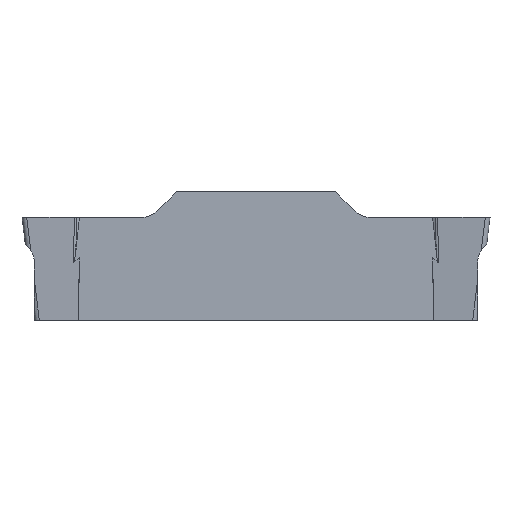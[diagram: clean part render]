
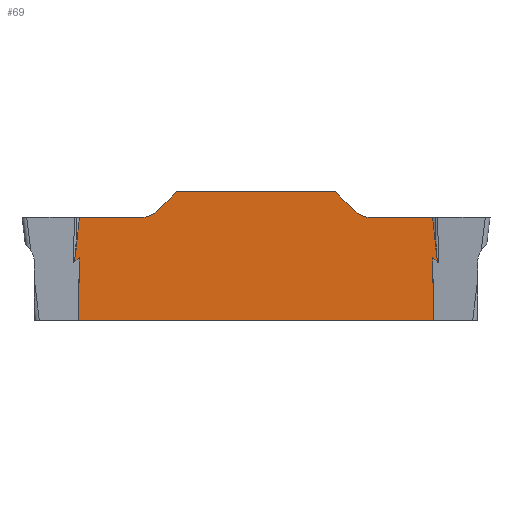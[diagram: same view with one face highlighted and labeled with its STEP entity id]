
A CAD part, left-side view. The second image highlights one B-rep face of the part: STEP entity #69.
In plain terms, the highlighted planar face has unit normal (-1, 0, 0).
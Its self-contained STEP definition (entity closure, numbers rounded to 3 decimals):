
#39=CIRCLE('',#900,1.);
#40=CIRCLE('',#901,1.);
#69=ADVANCED_FACE('',(#137),#107,.T.);
#107=PLANE('',#902);
#137=FACE_OUTER_BOUND('',#179,.T.);
#179=EDGE_LOOP('',(#439,#440,#441,#442,#443,#444,#445,#446,#447,#448,#449,
#450,#451,#452,#453,#454));
#215=LINE('',#1177,#299);
#242=LINE('',#1257,#326);
#249=LINE('',#1278,#333);
#250=LINE('',#1281,#334);
#251=LINE('',#1302,#335);
#252=LINE('',#1304,#336);
#253=LINE('',#1306,#337);
#254=LINE('',#1321,#338);
#255=LINE('',#1323,#339);
#256=LINE('',#1327,#340);
#257=LINE('',#1329,#341);
#258=LINE('',#1331,#342);
#299=VECTOR('',#948,1.);
#326=VECTOR('',#1001,1.);
#333=VECTOR('',#1024,1.);
#334=VECTOR('',#1025,1.);
#335=VECTOR('',#1026,1.);
#336=VECTOR('',#1027,1.);
#337=VECTOR('',#1028,1.);
#338=VECTOR('',#1029,1.);
#339=VECTOR('',#1030,1.);
#340=VECTOR('',#1033,1.);
#341=VECTOR('',#1034,1.);
#342=VECTOR('',#1035,1.);
#439=ORIENTED_EDGE('',*,*,#751,.F.);
#440=ORIENTED_EDGE('',*,*,#752,.T.);
#441=ORIENTED_EDGE('',*,*,#753,.T.);
#442=ORIENTED_EDGE('',*,*,#704,.T.);
#443=ORIENTED_EDGE('',*,*,#754,.T.);
#444=ORIENTED_EDGE('',*,*,#755,.T.);
#445=ORIENTED_EDGE('',*,*,#756,.T.);
#446=ORIENTED_EDGE('',*,*,#740,.T.);
#447=ORIENTED_EDGE('',*,*,#757,.T.);
#448=ORIENTED_EDGE('',*,*,#758,.T.);
#449=ORIENTED_EDGE('',*,*,#759,.F.);
#450=ORIENTED_EDGE('',*,*,#760,.F.);
#451=ORIENTED_EDGE('',*,*,#761,.F.);
#452=ORIENTED_EDGE('',*,*,#762,.F.);
#453=ORIENTED_EDGE('',*,*,#763,.F.);
#454=ORIENTED_EDGE('',*,*,#764,.F.);
#624=VERTEX_POINT('',#1176);
#625=VERTEX_POINT('',#1178);
#656=VERTEX_POINT('',#1256);
#657=VERTEX_POINT('',#1258);
#663=VERTEX_POINT('',#1279);
#664=VERTEX_POINT('',#1280);
#665=VERTEX_POINT('',#1282);
#666=VERTEX_POINT('',#1303);
#667=VERTEX_POINT('',#1305);
#668=VERTEX_POINT('',#1320);
#669=VERTEX_POINT('',#1322);
#670=VERTEX_POINT('',#1324);
#671=VERTEX_POINT('',#1326);
#672=VERTEX_POINT('',#1328);
#673=VERTEX_POINT('',#1330);
#674=VERTEX_POINT('',#1332);
#704=EDGE_CURVE('',#625,#624,#215,.T.);
#740=EDGE_CURVE('',#657,#656,#242,.T.);
#751=EDGE_CURVE('',#663,#664,#249,.T.);
#752=EDGE_CURVE('',#663,#665,#250,.T.);
#753=EDGE_CURVE('',#665,#625,#843,.T.);
#754=EDGE_CURVE('',#624,#666,#251,.T.);
#755=EDGE_CURVE('',#666,#667,#252,.T.);
#756=EDGE_CURVE('',#667,#657,#253,.T.);
#757=EDGE_CURVE('',#656,#668,#844,.T.);
#758=EDGE_CURVE('',#668,#669,#254,.T.);
#759=EDGE_CURVE('',#670,#669,#255,.T.);
#760=EDGE_CURVE('',#671,#670,#39,.T.);
#761=EDGE_CURVE('',#672,#671,#256,.T.);
#762=EDGE_CURVE('',#673,#672,#257,.T.);
#763=EDGE_CURVE('',#674,#673,#258,.T.);
#764=EDGE_CURVE('',#664,#674,#40,.T.);
#843=B_SPLINE_CURVE_WITH_KNOTS('',3,(#1283,#1284,#1285,#1286,#1287,#1288,
#1289,#1290,#1291,#1292,#1293,#1294,#1295,#1296,#1297,#1298,#1299,#1300,
#1301),.UNSPECIFIED.,.F.,.F.,(4,3,3,3,3,3,4),(0.,0.372,0.682,
0.838,0.929,0.977,1.),.UNSPECIFIED.);
#844=B_SPLINE_CURVE_WITH_KNOTS('',3,(#1307,#1308,#1309,#1310,#1311,#1312,
#1313,#1314,#1315,#1316,#1317,#1318,#1319),.UNSPECIFIED.,.F.,.F.,(4,3,3,
3,4),(0.,0.035,0.163,0.668,1.),
 .UNSPECIFIED.);
#900=AXIS2_PLACEMENT_3D('',#1325,#1031,#1032);
#901=AXIS2_PLACEMENT_3D('',#1333,#1036,#1037);
#902=AXIS2_PLACEMENT_3D('',#1334,#1038,#1039);
#948=DIRECTION('',(0.,-0.769,0.64));
#1001=DIRECTION('',(0.,-0.769,-0.64));
#1024=DIRECTION('',(0.,-1.,0.));
#1025=DIRECTION('',(0.,0.104,-0.995));
#1026=DIRECTION('',(0.,0.013,-1.));
#1027=DIRECTION('',(0.,-1.,0.));
#1028=DIRECTION('',(0.,0.013,1.));
#1029=DIRECTION('',(0.,0.104,0.995));
#1030=DIRECTION('',(0.,-1.,0.));
#1031=DIRECTION('',(-1.,0.,0.));
#1032=DIRECTION('',(0.,0.,1.));
#1033=DIRECTION('',(0.,-0.707,-0.707));
#1034=DIRECTION('',(0.,-1.,0.));
#1035=DIRECTION('',(0.,-0.707,0.707));
#1036=DIRECTION('',(-1.,0.,0.));
#1037=DIRECTION('',(0.,0.,1.));
#1038=DIRECTION('',(-1.,0.,0.));
#1039=DIRECTION('',(0.,0.,1.));
#1176=CARTESIAN_POINT('',(-1.,17.777,-1.788));
#1177=CARTESIAN_POINT('',(-1.,17.51,-1.565));
#1178=CARTESIAN_POINT('',(-1.,18.029,-1.997));
#1256=CARTESIAN_POINT('',(-1.,1.971,-1.997));
#1257=CARTESIAN_POINT('',(-1.,14.01,8.023));
#1258=CARTESIAN_POINT('',(-1.,2.223,-1.788));
#1278=CARTESIAN_POINT('',(-1.,19.75,0.));
#1279=CARTESIAN_POINT('',(-1.,17.775,0.));
#1280=CARTESIAN_POINT('',(-1.,15.041,0.));
#1281=CARTESIAN_POINT('',(-1.,17.679,0.91));
#1282=CARTESIAN_POINT('',(-1.,17.93,-1.484));
#1283=CARTESIAN_POINT('',(-1.,17.93,-1.484));
#1284=CARTESIAN_POINT('',(-1.,17.937,-1.549));
#1285=CARTESIAN_POINT('',(-1.,17.944,-1.613));
#1286=CARTESIAN_POINT('',(-1.,17.953,-1.678));
#1287=CARTESIAN_POINT('',(-1.,17.96,-1.732));
#1288=CARTESIAN_POINT('',(-1.,17.968,-1.786));
#1289=CARTESIAN_POINT('',(-1.,17.978,-1.839));
#1290=CARTESIAN_POINT('',(-1.,17.983,-1.866));
#1291=CARTESIAN_POINT('',(-1.,17.989,-1.893));
#1292=CARTESIAN_POINT('',(-1.,17.996,-1.92));
#1293=CARTESIAN_POINT('',(-1.,18.,-1.935));
#1294=CARTESIAN_POINT('',(-1.,18.004,-1.95));
#1295=CARTESIAN_POINT('',(-1.,18.01,-1.965));
#1296=CARTESIAN_POINT('',(-1.,18.013,-1.973));
#1297=CARTESIAN_POINT('',(-1.,18.017,-1.981));
#1298=CARTESIAN_POINT('',(-1.,18.021,-1.988));
#1299=CARTESIAN_POINT('',(-1.,18.023,-1.991));
#1300=CARTESIAN_POINT('',(-1.,18.026,-1.995));
#1301=CARTESIAN_POINT('',(-1.,18.029,-1.997));
#1302=CARTESIAN_POINT('',(-1.,17.74,1.101));
#1303=CARTESIAN_POINT('',(-1.,17.812,-4.527));
#1304=CARTESIAN_POINT('',(-1.,19.75,-4.527));
#1305=CARTESIAN_POINT('',(-1.,2.188,-4.527));
#1306=CARTESIAN_POINT('',(-1.,2.263,1.351));
#1307=CARTESIAN_POINT('',(-1.,1.971,-1.997));
#1308=CARTESIAN_POINT('',(-1.,1.976,-1.993));
#1309=CARTESIAN_POINT('',(-1.,1.979,-1.988));
#1310=CARTESIAN_POINT('',(-1.,1.982,-1.982));
#1311=CARTESIAN_POINT('',(-1.,1.993,-1.963));
#1312=CARTESIAN_POINT('',(-1.,1.999,-1.941));
#1313=CARTESIAN_POINT('',(-1.,2.004,-1.919));
#1314=CARTESIAN_POINT('',(-1.,2.027,-1.833));
#1315=CARTESIAN_POINT('',(-1.,2.038,-1.745));
#1316=CARTESIAN_POINT('',(-1.,2.05,-1.657));
#1317=CARTESIAN_POINT('',(-1.,2.057,-1.599));
#1318=CARTESIAN_POINT('',(-1.,2.064,-1.542));
#1319=CARTESIAN_POINT('',(-1.,2.07,-1.484));
#1320=CARTESIAN_POINT('',(-1.,2.07,-1.484));
#1321=CARTESIAN_POINT('',(-1.,2.533,2.932));
#1322=CARTESIAN_POINT('',(-1.,2.225,0.));
#1323=CARTESIAN_POINT('',(-1.,19.75,0.));
#1324=CARTESIAN_POINT('',(-1.,4.959,0.));
#1325=CARTESIAN_POINT('',(-1.,4.959,1.));
#1326=CARTESIAN_POINT('',(-1.,5.666,0.293));
#1327=CARTESIAN_POINT('',(-1.,13.125,7.752));
#1328=CARTESIAN_POINT('',(-1.,6.5,1.127));
#1329=CARTESIAN_POINT('',(-1.,19.75,1.127));
#1330=CARTESIAN_POINT('',(-1.,13.5,1.127));
#1331=CARTESIAN_POINT('',(-1.,16.625,-1.998));
#1332=CARTESIAN_POINT('',(-1.,14.334,0.293));
#1333=CARTESIAN_POINT('',(-1.,15.041,1.));
#1334=CARTESIAN_POINT('',(-1.,19.75,1.127));
